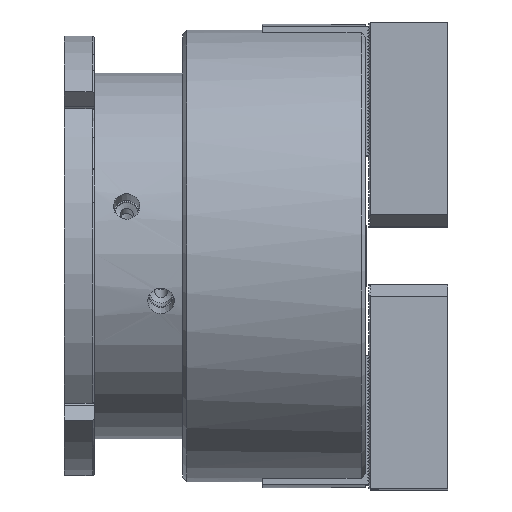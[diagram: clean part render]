
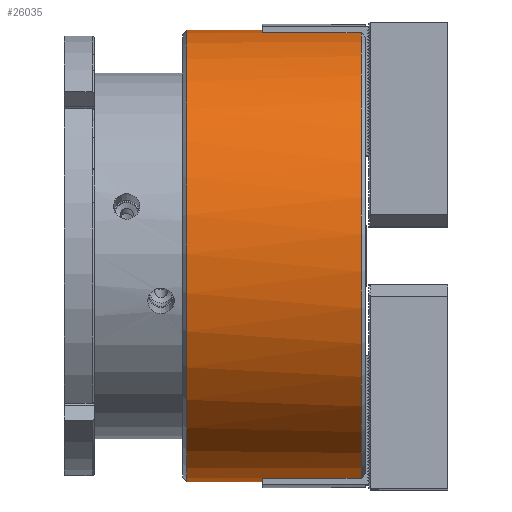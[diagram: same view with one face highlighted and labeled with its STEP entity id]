
A CAD part, front view. The second image highlights one B-rep face of the part: STEP entity #26035.
In plain terms, the highlighted cylindrical face has radius 105 mm (diameter 210 mm), a full revolution.
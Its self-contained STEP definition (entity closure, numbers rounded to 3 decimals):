
#1071 = EDGE_CURVE ( 'NONE', #35359, #13154, #29236, .T. ) ;
#1559 = DIRECTION ( 'NONE',  ( 0., 0., -1. ) ) ;
#1982 = CARTESIAN_POINT ( 'NONE',  ( 37., 103.531, 17.5 ) ) ;
#2524 = DIRECTION ( 'NONE',  ( -1., 0., 0. ) ) ;
#2580 = VERTEX_POINT ( 'NONE', #9827 ) ;
#2828 = EDGE_CURVE ( 'NONE', #4570, #35359, #22766, .T. ) ;
#3355 = DIRECTION ( 'NONE',  ( -1., 0., 0. ) ) ;
#3809 = CARTESIAN_POINT ( 'NONE',  ( 37., -103.531, 17.5 ) ) ;
#4070 = ORIENTED_EDGE ( 'NONE', *, *, #33229, .F. ) ;
#4476 = EDGE_CURVE ( 'NONE', #2580, #12715, #12525, .T. ) ;
#4570 = VERTEX_POINT ( 'NONE', #13431 ) ;
#4821 = CARTESIAN_POINT ( 'NONE',  ( 83., 0., 0. ) ) ;
#5321 = FACE_OUTER_BOUND ( 'NONE', #33962, .T. ) ;
#5405 = DIRECTION ( 'NONE',  ( 0., 0., -1. ) ) ;
#6991 = VECTOR ( 'NONE', #3355, 1000. ) ;
#7060 = LINE ( 'NONE', #18358, #34158 ) ;
#7083 = CARTESIAN_POINT ( 'NONE',  ( 83., 103.531, 17.5 ) ) ;
#8626 = VERTEX_POINT ( 'NONE', #7083 ) ;
#8688 = DIRECTION ( 'NONE',  ( -1., 0., 0. ) ) ;
#8798 = DIRECTION ( 'NONE',  ( 1., 0., 0. ) ) ;
#9827 = CARTESIAN_POINT ( 'NONE',  ( 37., 103.531, -17.5 ) ) ;
#9889 = AXIS2_PLACEMENT_3D ( 'NONE', #13216, #24525, #35809 ) ;
#10208 = CARTESIAN_POINT ( 'NONE',  ( 83., -103.531, -17.5 ) ) ;
#10717 = CIRCLE ( 'NONE', #31433, 105. ) ;
#11242 = ORIENTED_EDGE ( 'NONE', *, *, #17349, .T. ) ;
#11580 = EDGE_CURVE ( 'NONE', #4570, #8626, #10717, .T. ) ;
#12525 = CIRCLE ( 'NONE', #33227, 105. ) ;
#12715 = VERTEX_POINT ( 'NONE', #1982 ) ;
#13154 = VERTEX_POINT ( 'NONE', #25260 ) ;
#13216 = CARTESIAN_POINT ( 'NONE',  ( 83., 0., 0. ) ) ;
#13431 = CARTESIAN_POINT ( 'NONE',  ( 83., -103.531, 17.5 ) ) ;
#13499 = LINE ( 'NONE', #24812, #31899 ) ;
#13852 = DIRECTION ( 'NONE',  ( 0., 0., 1. ) ) ;
#14058 = CIRCLE ( 'NONE', #34748, 105. ) ;
#15657 = CARTESIAN_POINT ( 'NONE',  ( 37., 0., 0. ) ) ;
#16123 = DIRECTION ( 'NONE',  ( -1., 0., 0. ) ) ;
#16592 = VERTEX_POINT ( 'NONE', #32386 ) ;
#16635 = CYLINDRICAL_SURFACE ( 'NONE', #18787, 105. ) ;
#17349 = EDGE_CURVE ( 'NONE', #24802, #24802, #14058, .T. ) ;
#17456 = LINE ( 'NONE', #28759, #6991 ) ;
#18358 = CARTESIAN_POINT ( 'NONE',  ( 0., -103.531, -17.5 ) ) ;
#18787 = AXIS2_PLACEMENT_3D ( 'NONE', #27930, #2524, #13852 ) ;
#19475 = CARTESIAN_POINT ( 'NONE',  ( 37., 0., 0. ) ) ;
#20090 = DIRECTION ( 'NONE',  ( 0., 0., -1. ) ) ;
#21107 = CIRCLE ( 'NONE', #9889, 105. ) ;
#21841 = VECTOR ( 'NONE', #8688, 1000. ) ;
#21940 = ORIENTED_EDGE ( 'NONE', *, *, #11580, .T. ) ;
#22766 = LINE ( 'NONE', #34063, #21841 ) ;
#24525 = DIRECTION ( 'NONE',  ( -1., 0., 0. ) ) ;
#24802 = VERTEX_POINT ( 'NONE', #36085 ) ;
#24812 = CARTESIAN_POINT ( 'NONE',  ( 0., 103.531, 17.5 ) ) ;
#25260 = CARTESIAN_POINT ( 'NONE',  ( 37., -103.531, -17.5 ) ) ;
#25652 = ORIENTED_EDGE ( 'NONE', *, *, #4476, .F. ) ;
#26035 = ADVANCED_FACE ( 'NONE', ( #30713, #5321 ), #16635, .T. ) ;
#26960 = DIRECTION ( 'NONE',  ( 1., 0., 0. ) ) ;
#27428 = DIRECTION ( 'NONE',  ( 0., 0., 1. ) ) ;
#27930 = CARTESIAN_POINT ( 'NONE',  ( 0., 0., 0. ) ) ;
#27946 = ORIENTED_EDGE ( 'NONE', *, *, #35076, .F. ) ;
#28759 = CARTESIAN_POINT ( 'NONE',  ( 0., 103.531, -17.5 ) ) ;
#29236 = CIRCLE ( 'NONE', #32189, 105. ) ;
#29306 = ORIENTED_EDGE ( 'NONE', *, *, #34341, .F. ) ;
#29665 = DIRECTION ( 'NONE',  ( 1., 0., 0. ) ) ;
#30713 = FACE_OUTER_BOUND ( 'NONE', #32876, .T. ) ;
#30792 = DIRECTION ( 'NONE',  ( 1., 0., 0. ) ) ;
#31433 = AXIS2_PLACEMENT_3D ( 'NONE', #4821, #16123, #27428 ) ;
#31899 = VECTOR ( 'NONE', #36095, 1000. ) ;
#32175 = ORIENTED_EDGE ( 'NONE', *, *, #1071, .F. ) ;
#32189 = AXIS2_PLACEMENT_3D ( 'NONE', #19475, #30792, #5405 ) ;
#32386 = CARTESIAN_POINT ( 'NONE',  ( 83., 103.531, -17.5 ) ) ;
#32842 = EDGE_CURVE ( 'NONE', #16592, #33297, #21107, .T. ) ;
#32876 = EDGE_LOOP ( 'NONE', ( #11242 ) ) ;
#33227 = AXIS2_PLACEMENT_3D ( 'NONE', #15657, #26960, #1559 ) ;
#33229 = EDGE_CURVE ( 'NONE', #13154, #33297, #7060, .T. ) ;
#33297 = VERTEX_POINT ( 'NONE', #10208 ) ;
#33962 = EDGE_LOOP ( 'NONE', ( #32175, #35117, #21940, #27946, #25652, #29306, #35482, #4070 ) ) ;
#34063 = CARTESIAN_POINT ( 'NONE',  ( 0., -103.531, 17.5 ) ) ;
#34158 = VECTOR ( 'NONE', #29665, 1000. ) ;
#34166 = CARTESIAN_POINT ( 'NONE',  ( 2., 0., 0. ) ) ;
#34341 = EDGE_CURVE ( 'NONE', #16592, #2580, #17456, .T. ) ;
#34748 = AXIS2_PLACEMENT_3D ( 'NONE', #34166, #8798, #20090 ) ;
#35076 = EDGE_CURVE ( 'NONE', #12715, #8626, #13499, .T. ) ;
#35117 = ORIENTED_EDGE ( 'NONE', *, *, #2828, .F. ) ;
#35359 = VERTEX_POINT ( 'NONE', #3809 ) ;
#35482 = ORIENTED_EDGE ( 'NONE', *, *, #32842, .T. ) ;
#35809 = DIRECTION ( 'NONE',  ( 0., 0., 1. ) ) ;
#36085 = CARTESIAN_POINT ( 'NONE',  ( 2., 0., -105. ) ) ;
#36095 = DIRECTION ( 'NONE',  ( 1., 0., 0. ) ) ;
